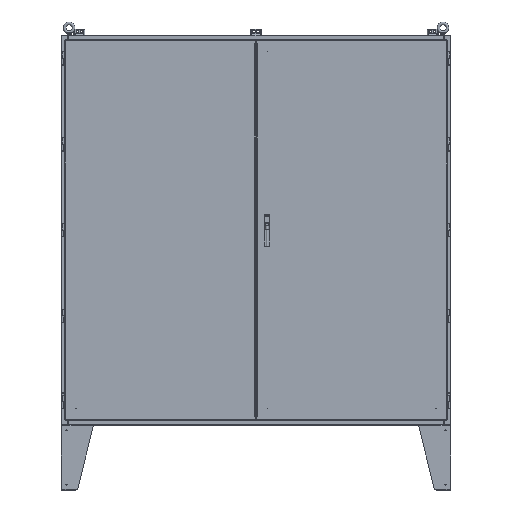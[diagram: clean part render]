
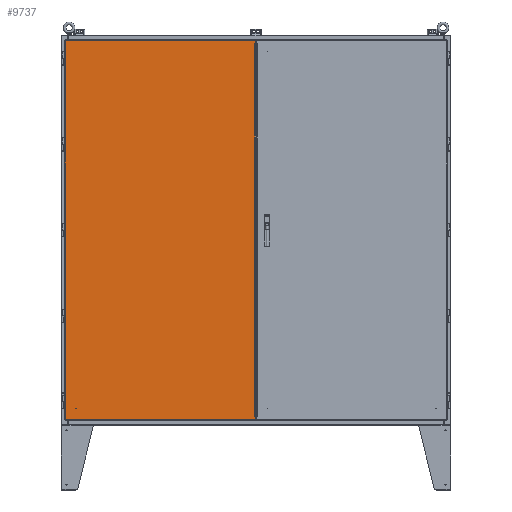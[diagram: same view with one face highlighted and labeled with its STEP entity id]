
A CAD part, front view. The second image highlights one B-rep face of the part: STEP entity #9737.
In plain terms, the highlighted planar face has unit normal (0, -1, 0).
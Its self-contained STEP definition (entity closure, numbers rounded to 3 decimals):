
#9737 = ADVANCED_FACE( '', ( #19775 ), #19776, .T. );
#19775 = FACE_OUTER_BOUND( '', #40525, .T. );
#19776 = PLANE( '', #40526 );
#40525 = EDGE_LOOP( '', ( #72373, #72374, #72375, #72376, #72377, #72378, #72379, #72380, #72381, #72382 ) );
#40526 = AXIS2_PLACEMENT_3D( '', #72383, #72384, #72385 );
#72373 = ORIENTED_EDGE( '', *, *, #74309, .F. );
#72374 = ORIENTED_EDGE( '', *, *, #78424, .T. );
#72375 = ORIENTED_EDGE( '', *, *, #81742, .T. );
#72376 = ORIENTED_EDGE( '', *, *, #81237, .T. );
#72377 = ORIENTED_EDGE( '', *, *, #75809, .T. );
#72378 = ORIENTED_EDGE( '', *, *, #79993, .T. );
#72379 = ORIENTED_EDGE( '', *, *, #79287, .T. );
#72380 = ORIENTED_EDGE( '', *, *, #81824, .F. );
#72381 = ORIENTED_EDGE( '', *, *, #81109, .F. );
#72382 = ORIENTED_EDGE( '', *, *, #77666, .T. );
#72383 = CARTESIAN_POINT( '', ( 0., 0., 0. ) );
#72384 = DIRECTION( '', ( 0., -1., 0. ) );
#72385 = DIRECTION( '', ( 0., 0., -1. ) );
#74309 = EDGE_CURVE( '', #85178, #85174, #85180, .T. );
#75809 = EDGE_CURVE( '', #82537, #87653, #87655, .T. );
#77666 = EDGE_CURVE( '', #88336, #85174, #90519, .T. );
#78424 = EDGE_CURVE( '', #85178, #91613, #91615, .T. );
#79287 = EDGE_CURVE( '', #92841, #92842, #92843, .T. );
#79993 = EDGE_CURVE( '', #87653, #92841, #93764, .T. );
#81109 = EDGE_CURVE( '', #88336, #95129, #95130, .T. );
#81237 = EDGE_CURVE( '', #95277, #82537, #95281, .T. );
#81742 = EDGE_CURVE( '', #91613, #95277, #95871, .T. );
#81824 = EDGE_CURVE( '', #95129, #92842, #95959, .T. );
#82537 = VERTEX_POINT( '', #96835 );
#85174 = VERTEX_POINT( '', #103825 );
#85178 = VERTEX_POINT( '', #103831 );
#85180 = LINE( '', #103834, #103835 );
#87653 = VERTEX_POINT( '', #110649 );
#87655 = LINE( '', #110660, #110661 );
#88336 = VERTEX_POINT( '', #112541 );
#90519 = LINE( '', #118744, #118745 );
#91613 = VERTEX_POINT( '', #122154 );
#91615 = LINE( '', #122157, #122158 );
#92841 = VERTEX_POINT( '', #125992 );
#92842 = VERTEX_POINT( '', #125993 );
#92843 = LINE( '', #125994, #125995 );
#93764 = LINE( '', #128353, #128354 );
#95129 = VERTEX_POINT( '', #132132 );
#95130 = LINE( '', #132133, #132134 );
#95277 = VERTEX_POINT( '', #132431 );
#95281 = LINE( '', #132436, #132437 );
#95871 = LINE( '', #134371, #134372 );
#95959 = LINE( '', #134504, #134505 );
#96835 = CARTESIAN_POINT( '', ( -444.513, 0., 888.695 ) );
#103825 = CARTESIAN_POINT( '', ( 444.513, 0., 874.065 ) );
#103831 = CARTESIAN_POINT( '', ( 444.513, 0., 874.067 ) );
#103834 = CARTESIAN_POINT( '', ( 444.513, 0., -874.067 ) );
#103835 = VECTOR( '', #136498, 1000. );
#110649 = CARTESIAN_POINT( '', ( -444.513, 0., -888.695 ) );
#110660 = CARTESIAN_POINT( '', ( -444.513, 0., -892.175 ) );
#110661 = VECTOR( '', #137366, 1000. );
#112541 = CARTESIAN_POINT( '', ( 444.513, 0., -874.065 ) );
#118744 = CARTESIAN_POINT( '', ( 444.513, 0., -874.065 ) );
#118745 = VECTOR( '', #138371, 1000. );
#122154 = CARTESIAN_POINT( '', ( 447.993, 0., 874.067 ) );
#122157 = CARTESIAN_POINT( '', ( 447.993, 0., 874.067 ) );
#122158 = VECTOR( '', #138803, 1000. );
#125992 = CARTESIAN_POINT( '', ( 447.993, 0., -888.695 ) );
#125993 = CARTESIAN_POINT( '', ( 447.993, 0., -874.067 ) );
#125994 = CARTESIAN_POINT( '', ( 447.993, 0., -892.175 ) );
#125995 = VECTOR( '', #139221, 1000. );
#128353 = CARTESIAN_POINT( '', ( 447.993, 0., -888.695 ) );
#128354 = VECTOR( '', #139638, 1000. );
#132132 = CARTESIAN_POINT( '', ( 444.513, 0., -874.067 ) );
#132133 = CARTESIAN_POINT( '', ( 444.513, 0., -874.067 ) );
#132134 = VECTOR( '', #140190, 1000. );
#132431 = CARTESIAN_POINT( '', ( 447.993, 0., 888.695 ) );
#132436 = CARTESIAN_POINT( '', ( -447.993, 0., 888.695 ) );
#132437 = VECTOR( '', #140256, 1000. );
#134371 = CARTESIAN_POINT( '', ( 447.993, 0., -892.175 ) );
#134372 = VECTOR( '', #140414, 1000. );
#134504 = CARTESIAN_POINT( '', ( 447.993, 0., -874.067 ) );
#134505 = VECTOR( '', #140444, 1000. );
#136498 = DIRECTION( '', ( 0., 0., -1. ) );
#137366 = DIRECTION( '', ( 0., 0., -1. ) );
#138371 = DIRECTION( '', ( 0., 0., 1. ) );
#138803 = DIRECTION( '', ( 1., 0., 0. ) );
#139221 = DIRECTION( '', ( 0., 0., 1. ) );
#139638 = DIRECTION( '', ( 1., 0., 0. ) );
#140190 = DIRECTION( '', ( 0., 0., -1. ) );
#140256 = DIRECTION( '', ( -1., 0., 0. ) );
#140414 = DIRECTION( '', ( 0., 0., 1. ) );
#140444 = DIRECTION( '', ( 1., 0., 0. ) );
